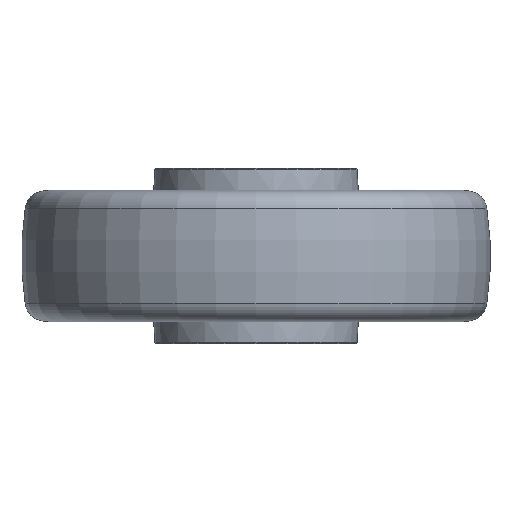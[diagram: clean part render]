
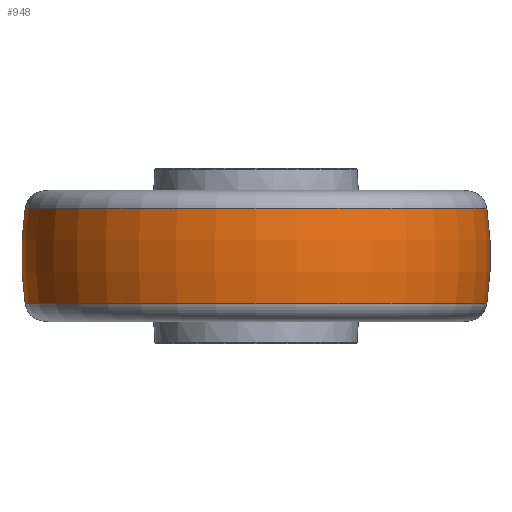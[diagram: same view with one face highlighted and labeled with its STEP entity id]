
A CAD part, front view. The second image highlights one B-rep face of the part: STEP entity #948.
In plain terms, the highlighted toroidal (fillet/blend) face has major radius 30 mm and minor radius 110 mm.
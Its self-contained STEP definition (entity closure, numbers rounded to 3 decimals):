
#71 = VERTEX_POINT ( 'NONE', #1923 ) ;
#123 = CARTESIAN_POINT ( 'NONE',  ( -31.12, -18.541, -16.289 ) ) ;
#128 = CIRCLE ( 'NONE', #1302, 110. ) ;
#129 = ORIENTED_EDGE ( 'NONE', *, *, #1808, .F. ) ;
#275 = ORIENTED_EDGE ( 'NONE', *, *, #289, .T. ) ;
#289 = EDGE_CURVE ( 'NONE', #678, #709, #1002, .T. ) ;
#301 = ORIENTED_EDGE ( 'NONE', *, *, #1274, .T. ) ;
#315 = DIRECTION ( 'NONE',  ( 0., 0., -1. ) ) ;
#332 = DIRECTION ( 'NONE',  ( -1., 0., 0. ) ) ;
#391 = CARTESIAN_POINT ( 'NONE',  ( -31.12, -18.541, 16.289 ) ) ;
#405 = AXIS2_PLACEMENT_3D ( 'NONE', #1666, #315, #332 ) ;
#523 = CIRCLE ( 'NONE', #2940, 78.787 ) ;
#678 = VERTEX_POINT ( 'NONE', #2500 ) ;
#709 = VERTEX_POINT ( 'NONE', #391 ) ;
#749 = DIRECTION ( 'NONE',  ( 1., 0., 0. ) ) ;
#761 = FACE_OUTER_BOUND ( 'NONE', #1446, .T. ) ;
#881 = CARTESIAN_POINT ( 'NONE',  ( 17.668, -18.541, 0. ) ) ;
#900 = CARTESIAN_POINT ( 'NONE',  ( 47.668, -18.541, 16.289 ) ) ;
#948 = ADVANCED_FACE ( 'NONE', ( #761 ), #2349, .T. ) ;
#972 = AXIS2_PLACEMENT_3D ( 'NONE', #1488, #1472, #749 ) ;
#1002 = CIRCLE ( 'NONE', #2229, 78.787 ) ;
#1124 = DIRECTION ( 'NONE',  ( -1., 0., 0. ) ) ;
#1274 = EDGE_CURVE ( 'NONE', #709, #2840, #2780, .T. ) ;
#1293 = DIRECTION ( 'NONE',  ( -1., 0., 0. ) ) ;
#1302 = AXIS2_PLACEMENT_3D ( 'NONE', #881, #2517, #1124 ) ;
#1306 = DIRECTION ( 'NONE',  ( 0., 0., -1. ) ) ;
#1446 = EDGE_LOOP ( 'NONE', ( #2351, #275, #301, #129 ) ) ;
#1472 = DIRECTION ( 'NONE',  ( 0., -1., 0. ) ) ;
#1488 = CARTESIAN_POINT ( 'NONE',  ( 77.668, -18.541, 0. ) ) ;
#1666 = CARTESIAN_POINT ( 'NONE',  ( 47.668, -18.541, 0. ) ) ;
#1808 = EDGE_CURVE ( 'NONE', #71, #2840, #523, .T. ) ;
#1811 = CARTESIAN_POINT ( 'NONE',  ( 47.668, -18.541, -16.289 ) ) ;
#1923 = CARTESIAN_POINT ( 'NONE',  ( 126.455, -18.541, -16.289 ) ) ;
#2076 = DIRECTION ( 'NONE',  ( -1., 0., 0. ) ) ;
#2229 = AXIS2_PLACEMENT_3D ( 'NONE', #900, #2304, #2076 ) ;
#2304 = DIRECTION ( 'NONE',  ( 0., 0., -1. ) ) ;
#2349 = TOROIDAL_SURFACE ( 'NONE', #405, -30., 110. ) ;
#2351 = ORIENTED_EDGE ( 'NONE', *, *, #2949, .F. ) ;
#2500 = CARTESIAN_POINT ( 'NONE',  ( 126.455, -18.541, 16.289 ) ) ;
#2517 = DIRECTION ( 'NONE',  ( 0., 1., 0. ) ) ;
#2780 = CIRCLE ( 'NONE', #972, 110. ) ;
#2840 = VERTEX_POINT ( 'NONE', #123 ) ;
#2940 = AXIS2_PLACEMENT_3D ( 'NONE', #1811, #1306, #1293 ) ;
#2949 = EDGE_CURVE ( 'NONE', #678, #71, #128, .T. ) ;
